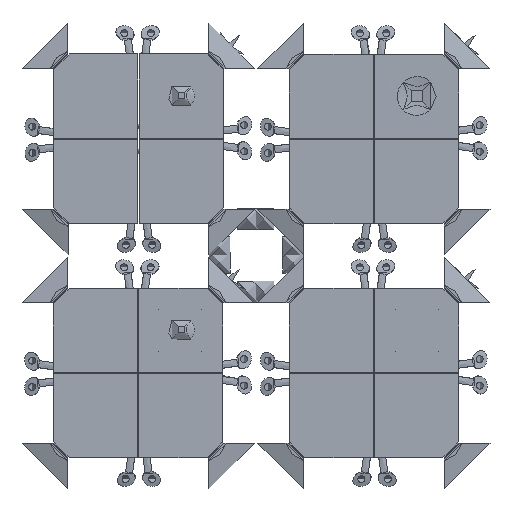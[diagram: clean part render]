
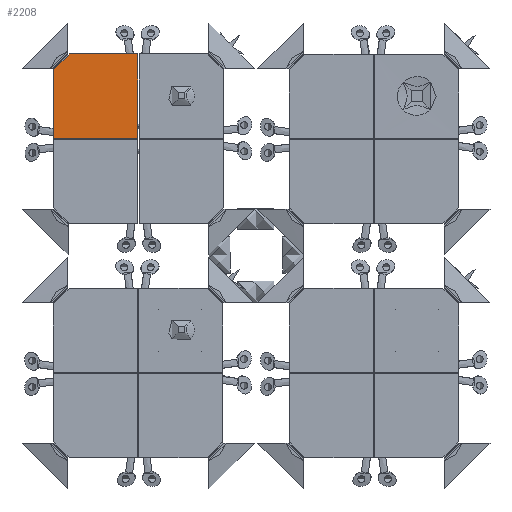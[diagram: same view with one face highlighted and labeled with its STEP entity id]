
A CAD part, top view. The second image highlights one B-rep face of the part: STEP entity #2208.
In plain terms, the highlighted planar face has unit normal (0, 0, 1).
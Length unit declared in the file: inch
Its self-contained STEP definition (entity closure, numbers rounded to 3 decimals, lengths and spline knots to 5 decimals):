
#2208=ADVANCED_FACE('',(#3287),#16092,.T.);
#3287=FACE_OUTER_BOUND('',#4392,.T.);
#4392=EDGE_LOOP('',(#6367,#6368,#6369,#6370,#6371));
#6367=ORIENTED_EDGE('',*,*,#10284,.F.);
#6368=ORIENTED_EDGE('',*,*,#10288,.F.);
#6369=ORIENTED_EDGE('',*,*,#10292,.F.);
#6370=ORIENTED_EDGE('',*,*,#10289,.F.);
#6371=ORIENTED_EDGE('',*,*,#10280,.F.);
#10280=EDGE_CURVE('',#14916,#14914,#12619,.T.);
#10284=EDGE_CURVE('',#14919,#14916,#12623,.T.);
#10288=EDGE_CURVE('',#14923,#14919,#14186,.T.);
#10289=EDGE_CURVE('',#14914,#14922,#14187,.T.);
#10292=EDGE_CURVE('',#14922,#14923,#14190,.T.);
#12619=B_SPLINE_CURVE_WITH_KNOTS('',1,(#23014,#23015),.UNSPECIFIED.,.F.,
 .F.,(2,2),(0.60423,1.21047),.UNSPECIFIED.);
#12623=B_SPLINE_CURVE_WITH_KNOTS('',1,(#23022,#23023),.UNSPECIFIED.,.F.,
 .F.,(2,2),(0.,0.60324),.UNSPECIFIED.);
#14186=(
BOUNDED_CURVE()
B_SPLINE_CURVE(2,(#23032,#23033,#23034),.UNSPECIFIED.,.F.,.F.)
B_SPLINE_CURVE_WITH_KNOTS((3,3),(-3.32381,-2.83668),
 .UNSPECIFIED.)
CURVE()
GEOMETRIC_REPRESENTATION_ITEM()
RATIONAL_B_SPLINE_CURVE((1.,1.,1.))
REPRESENTATION_ITEM('')
);
#14187=(
BOUNDED_CURVE()
B_SPLINE_CURVE(2,(#23035,#23036,#23037),.UNSPECIFIED.,.F.,.F.)
B_SPLINE_CURVE_WITH_KNOTS((3,3),(-3.99646,-3.50934),
 .UNSPECIFIED.)
CURVE()
GEOMETRIC_REPRESENTATION_ITEM()
RATIONAL_B_SPLINE_CURVE((1.,1.,1.))
REPRESENTATION_ITEM('')
);
#14190=(
BOUNDED_CURVE()
B_SPLINE_CURVE(2,(#23042,#23043,#23044),.UNSPECIFIED.,.F.,.F.)
B_SPLINE_CURVE_WITH_KNOTS((3,3),(-3.50934,-3.32381),
 .UNSPECIFIED.)
CURVE()
GEOMETRIC_REPRESENTATION_ITEM()
RATIONAL_B_SPLINE_CURVE((1.,0.707,1.))
REPRESENTATION_ITEM('')
);
#14914=VERTEX_POINT('',#23002);
#14916=VERTEX_POINT('',#23004);
#14919=VERTEX_POINT('',#23007);
#14922=VERTEX_POINT('',#23010);
#14923=VERTEX_POINT('',#23011);
#16092=PLANE('',#16678);
#16678=AXIS2_PLACEMENT_3D('',#22983,#16935,$);
#16935=DIRECTION('',(0.,0.,1.));
#22983=CARTESIAN_POINT('',(1.48654,1.63511,0.433));
#23002=CARTESIAN_POINT('',(0.12476,2.39665,0.433));
#23004=CARTESIAN_POINT('',(0.72499,2.39665,0.433));
#23007=CARTESIAN_POINT('',(0.72499,2.99689,0.433));
#23010=CARTESIAN_POINT('',(0.12476,2.88378,0.433));
#23011=CARTESIAN_POINT('',(0.23787,2.99689,0.433));
#23014=CARTESIAN_POINT('',(0.72499,2.39665,0.433));
#23015=CARTESIAN_POINT('',(0.12476,2.39665,0.433));
#23022=CARTESIAN_POINT('',(0.72499,2.99689,0.433));
#23023=CARTESIAN_POINT('',(0.72499,2.39665,0.433));
#23032=CARTESIAN_POINT('',(0.23787,2.99689,0.433));
#23033=CARTESIAN_POINT('',(0.48143,2.99689,0.433));
#23034=CARTESIAN_POINT('',(0.72499,2.99689,0.433));
#23035=CARTESIAN_POINT('',(0.12476,2.39665,0.433));
#23036=CARTESIAN_POINT('',(0.12476,2.64022,0.433));
#23037=CARTESIAN_POINT('',(0.12476,2.88378,0.433));
#23042=CARTESIAN_POINT('',(0.12476,2.88378,0.433));
#23043=CARTESIAN_POINT('',(0.12476,2.99689,0.433));
#23044=CARTESIAN_POINT('',(0.23787,2.99689,0.433));
